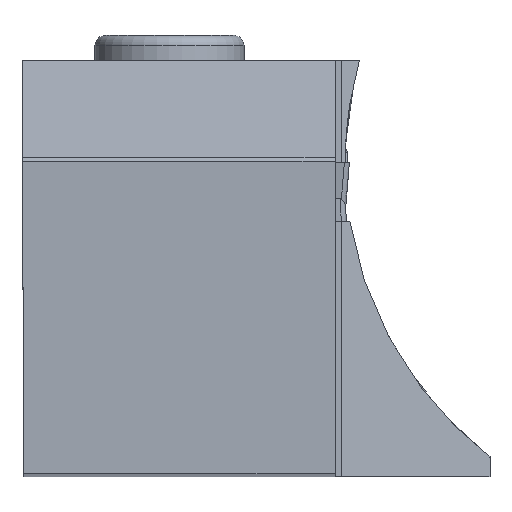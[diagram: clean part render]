
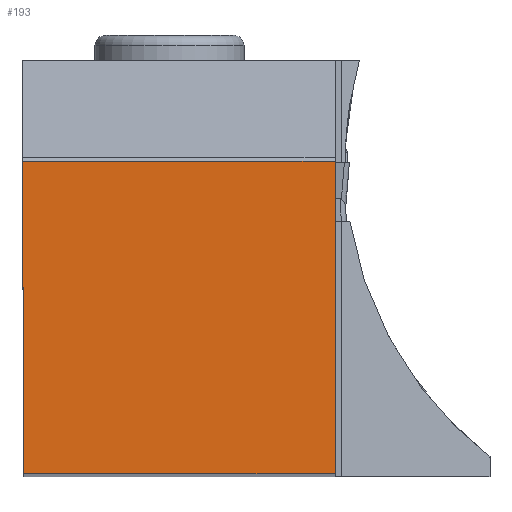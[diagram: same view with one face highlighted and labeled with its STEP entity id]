
A CAD part, top view. The second image highlights one B-rep face of the part: STEP entity #193.
In plain terms, the highlighted planar face has unit normal (0, 0, 1).
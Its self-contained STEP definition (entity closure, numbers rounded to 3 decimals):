
#193=ADVANCED_FACE('BLANK_BOXF006',(#308),#245,.F.);
#245=PLANE('',#1487);
#308=FACE_OUTER_BOUND('',#373,.T.);
#373=EDGE_LOOP('',(#688,#689,#690,#691));
#688=ORIENTED_EDGE('',*,*,#1007,.T.);
#689=ORIENTED_EDGE('',*,*,#1052,.T.);
#690=ORIENTED_EDGE('',*,*,#1048,.T.);
#691=ORIENTED_EDGE('',*,*,#1044,.T.);
#856=VERTEX_POINT('',#2232);
#857=VERTEX_POINT('',#2234);
#879=VERTEX_POINT('',#2371);
#881=VERTEX_POINT('',#2379);
#1007=EDGE_CURVE('',#857,#856,#1155,.T.);
#1044=EDGE_CURVE('',#879,#857,#1183,.T.);
#1048=EDGE_CURVE('',#881,#879,#1187,.T.);
#1052=EDGE_CURVE('',#856,#881,#1191,.T.);
#1155=LINE('',#2233,#1296);
#1183=LINE('',#2370,#1324);
#1187=LINE('',#2378,#1328);
#1191=LINE('',#2386,#1332);
#1296=VECTOR('',#1719,1.);
#1324=VECTOR('',#1773,1.);
#1328=VECTOR('',#1781,1.);
#1332=VECTOR('',#1787,1.);
#1487=AXIS2_PLACEMENT_3D('',#2387,#1788,#1789);
#1719=DIRECTION('',(0.,1.,0.));
#1773=DIRECTION('',(1.,0.,0.));
#1781=DIRECTION('',(0.004,-1.,0.));
#1787=DIRECTION('',(-1.,0.,0.));
#1788=DIRECTION('',(0.,0.,-1.));
#1789=DIRECTION('',(0.,-1.,0.));
#2232=CARTESIAN_POINT('',(24.875,24.875,0.));
#2233=CARTESIAN_POINT('',(24.875,-150.35,0.));
#2234=CARTESIAN_POINT('',(24.875,0.,0.));
#2370=CARTESIAN_POINT('',(-150.35,0.,0.));
#2371=CARTESIAN_POINT('',(0.109,0.,0.));
#2378=CARTESIAN_POINT('',(-0.547,150.349,0.));
#2379=CARTESIAN_POINT('',(0.,24.875,0.));
#2386=CARTESIAN_POINT('',(150.35,24.875,0.));
#2387=CARTESIAN_POINT('',(37.204,-5.,0.));
